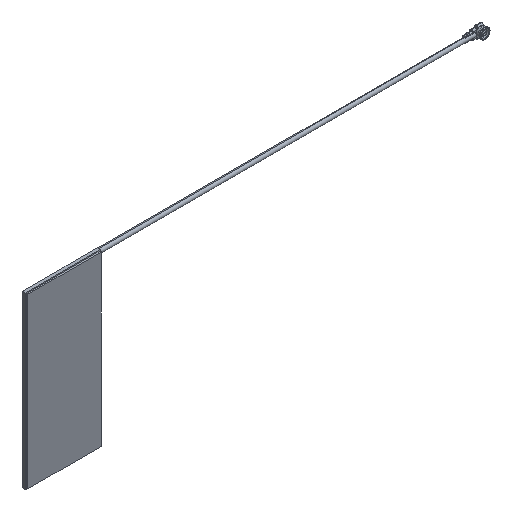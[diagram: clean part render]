
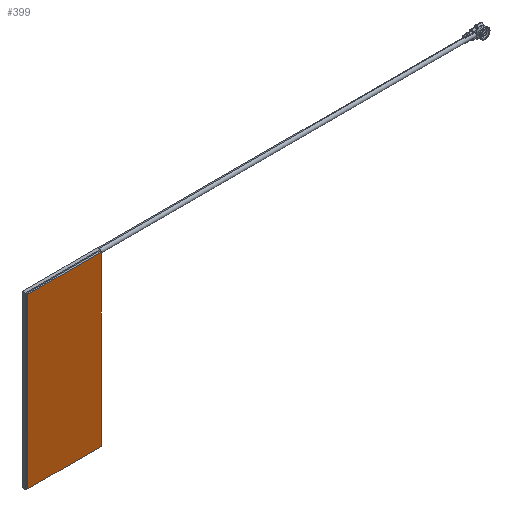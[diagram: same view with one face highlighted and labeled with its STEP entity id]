
A CAD part, isometric view. The second image highlights one B-rep face of the part: STEP entity #399.
In plain terms, the highlighted planar face has unit normal (0, -1, 0).
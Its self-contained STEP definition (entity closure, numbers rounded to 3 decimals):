
#12 = CARTESIAN_POINT ( 'NONE',  ( -0.254, -1.245, -0.254 ) ) ;
#34 = LINE ( 'NONE', #3669, #1832 ) ;
#51 = VERTEX_POINT ( 'NONE', #785 ) ;
#59 = EDGE_CURVE ( 'NONE', #568, #51, #34, .T. ) ;
#399 = ADVANCED_FACE ( 'NONE', ( #2737 ), #3630, .T. ) ;
#568 = VERTEX_POINT ( 'NONE', #891 ) ;
#577 = ORIENTED_EDGE ( 'NONE', *, *, #1638, .T. ) ;
#622 = CARTESIAN_POINT ( 'NONE',  ( -19.736, -1.245, -0.254 ) ) ;
#728 = CARTESIAN_POINT ( 'NONE',  ( 0., -1.245, 0. ) ) ;
#785 = CARTESIAN_POINT ( 'NONE',  ( -0.254, -1.245, -44.729 ) ) ;
#789 = CARTESIAN_POINT ( 'NONE',  ( -0.254, -1.245, -0.254 ) ) ;
#876 = ORIENTED_EDGE ( 'NONE', *, *, #4150, .T. ) ;
#891 = CARTESIAN_POINT ( 'NONE',  ( -19.736, -1.245, -44.729 ) ) ;
#1229 = VECTOR ( 'NONE', #2022, 1000. ) ;
#1301 = ORIENTED_EDGE ( 'NONE', *, *, #59, .T. ) ;
#1549 = DIRECTION ( 'NONE',  ( 0., 0., -1. ) ) ;
#1638 = EDGE_CURVE ( 'NONE', #2011, #2869, #3884, .T. ) ;
#1645 = DIRECTION ( 'NONE',  ( -1., 0., 0. ) ) ;
#1832 = VECTOR ( 'NONE', #3047, 1000. ) ;
#2011 = VERTEX_POINT ( 'NONE', #789 ) ;
#2013 = EDGE_CURVE ( 'NONE', #51, #2011, #2240, .T. ) ;
#2022 = DIRECTION ( 'NONE',  ( 0., 0., 1. ) ) ;
#2240 = LINE ( 'NONE', #3375, #1229 ) ;
#2737 = FACE_OUTER_BOUND ( 'NONE', #3516, .T. ) ;
#2869 = VERTEX_POINT ( 'NONE', #3851 ) ;
#2895 = VECTOR ( 'NONE', #1549, 1000. ) ;
#3002 = VECTOR ( 'NONE', #1645, 1000. ) ;
#3047 = DIRECTION ( 'NONE',  ( 1., 0., 0. ) ) ;
#3115 = AXIS2_PLACEMENT_3D ( 'NONE', #728, #3662, #3676 ) ;
#3182 = ORIENTED_EDGE ( 'NONE', *, *, #2013, .T. ) ;
#3375 = CARTESIAN_POINT ( 'NONE',  ( -0.254, -1.245, -44.729 ) ) ;
#3516 = EDGE_LOOP ( 'NONE', ( #876, #1301, #3182, #577 ) ) ;
#3630 = PLANE ( 'NONE',  #3115 ) ;
#3662 = DIRECTION ( 'NONE',  ( 0., -1., 0. ) ) ;
#3669 = CARTESIAN_POINT ( 'NONE',  ( -19.736, -1.245, -44.729 ) ) ;
#3676 = DIRECTION ( 'NONE',  ( 0., 0., -1. ) ) ;
#3851 = CARTESIAN_POINT ( 'NONE',  ( -19.736, -1.245, -0.254 ) ) ;
#3884 = LINE ( 'NONE', #12, #3002 ) ;
#4123 = LINE ( 'NONE', #622, #2895 ) ;
#4150 = EDGE_CURVE ( 'NONE', #2869, #568, #4123, .T. ) ;
